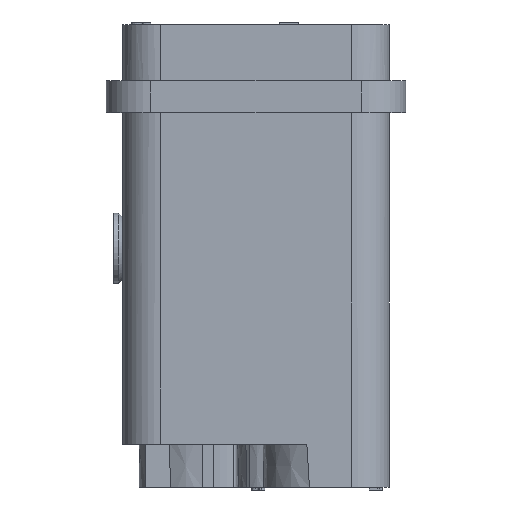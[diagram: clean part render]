
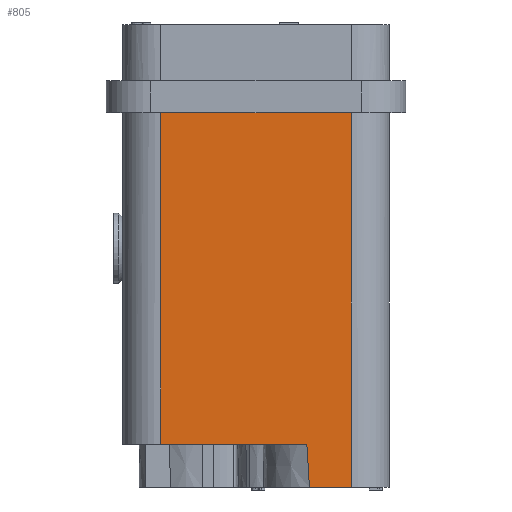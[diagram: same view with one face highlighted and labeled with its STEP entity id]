
A CAD part, front view. The second image highlights one B-rep face of the part: STEP entity #805.
In plain terms, the highlighted planar face has unit normal (0, -1, 0).
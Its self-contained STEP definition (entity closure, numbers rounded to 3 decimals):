
#319=FACE_OUTER_BOUND('',#3296,.T.);
#805=ADVANCED_FACE('',(#319),#1282,.F.);
#1282=PLANE('',#9845);
#1525=LINE('',#12939,#2187);
#1604=LINE('',#13809,#2266);
#1627=LINE('',#14108,#2289);
#1631=LINE('',#14162,#2293);
#1632=LINE('',#14164,#2294);
#2187=VECTOR('',#10554,1.);
#2266=VECTOR('',#10835,1.);
#2289=VECTOR('',#10904,1.);
#2293=VECTOR('',#10912,1.);
#2294=VECTOR('',#10913,1.);
#3296=EDGE_LOOP('',(#4171,#4172,#4173,#4174,#4175,#4176));
#4171=ORIENTED_EDGE('',*,*,#8027,.F.);
#4172=ORIENTED_EDGE('',*,*,#8028,.T.);
#4173=ORIENTED_EDGE('',*,*,#8029,.T.);
#4174=ORIENTED_EDGE('',*,*,#7747,.T.);
#4175=ORIENTED_EDGE('',*,*,#8022,.T.);
#4176=ORIENTED_EDGE('',*,*,#7982,.F.);
#6756=VERTEX_POINT('',#12938);
#6757=VERTEX_POINT('',#12940);
#6963=VERTEX_POINT('',#13808);
#6964=VERTEX_POINT('',#13810);
#6989=VERTEX_POINT('',#14163);
#6990=VERTEX_POINT('',#14165);
#7747=EDGE_CURVE('',#6757,#6756,#1525,.T.);
#7982=EDGE_CURVE('',#6963,#6964,#1604,.T.);
#8022=EDGE_CURVE('',#6756,#6964,#1627,.T.);
#8027=EDGE_CURVE('',#6989,#6963,#1631,.T.);
#8028=EDGE_CURVE('',#6989,#6990,#1632,.T.);
#8029=EDGE_CURVE('',#6990,#6757,#9296,.T.);
#9296=B_SPLINE_CURVE_WITH_KNOTS('',3,(#14166,#14167,#14168,#14169),
 .UNSPECIFIED.,.F.,.F.,(4,4),(0.,1.),.UNSPECIFIED.);
#9845=AXIS2_PLACEMENT_3D('',#14170,#10914,#10915);
#10554=DIRECTION('',(1.,0.,0.));
#10835=DIRECTION('',(1.,0.,0.));
#10904=DIRECTION('',(0.,0.,1.));
#10912=DIRECTION('',(0.,0.,1.));
#10913=DIRECTION('',(1.,0.,0.));
#10914=DIRECTION('',(0.,1.,0.));
#10915=DIRECTION('',(1.,0.,0.));
#12938=CARTESIAN_POINT('',(6.35,-10.45,-18.75));
#12939=CARTESIAN_POINT('',(3.091,-10.45,-18.75));
#12940=CARTESIAN_POINT('',(3.091,-10.45,-18.75));
#13808=CARTESIAN_POINT('',(-8.55,-10.45,10.65));
#13809=CARTESIAN_POINT('',(-8.55,-10.45,10.65));
#13810=CARTESIAN_POINT('',(6.35,-10.45,10.65));
#14108=CARTESIAN_POINT('',(6.35,-10.45,-18.75));
#14162=CARTESIAN_POINT('',(-8.55,-10.45,-15.35));
#14163=CARTESIAN_POINT('',(-8.55,-10.45,-15.35));
#14164=CARTESIAN_POINT('',(-8.55,-10.45,-15.35));
#14165=CARTESIAN_POINT('',(2.889,-10.45,-15.35));
#14166=CARTESIAN_POINT('',(2.889,-10.45,-15.35));
#14167=CARTESIAN_POINT('',(2.957,-10.45,-16.563));
#14168=CARTESIAN_POINT('',(3.024,-10.45,-17.696));
#14169=CARTESIAN_POINT('',(3.091,-10.45,-18.75));
#14170=CARTESIAN_POINT('',(-1.1,-10.45,-0.6));
